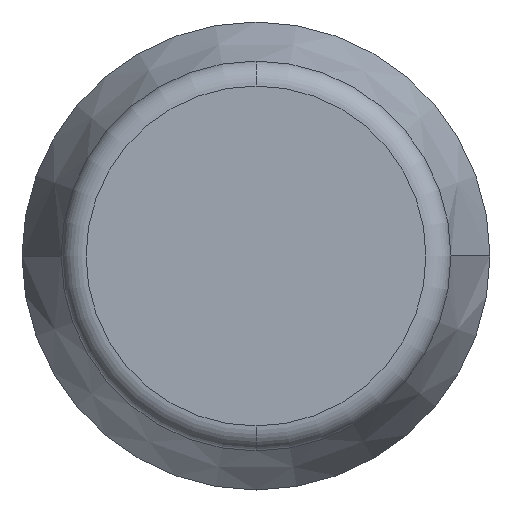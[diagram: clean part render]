
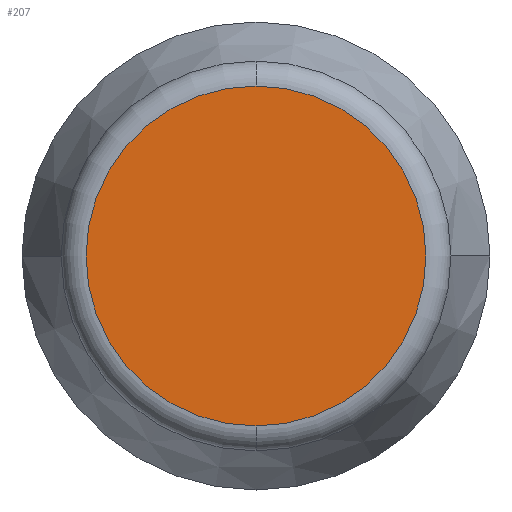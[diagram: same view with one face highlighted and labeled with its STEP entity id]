
A CAD part, front view. The second image highlights one B-rep face of the part: STEP entity #207.
In plain terms, the highlighted planar face has unit normal (0, -1, 0).
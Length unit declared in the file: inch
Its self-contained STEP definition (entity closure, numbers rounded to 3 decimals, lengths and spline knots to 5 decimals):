
#2 = CARTESIAN_POINT ( 'NONE',  ( 0., 0., 0. ) ) ;
#3 = CARTESIAN_POINT ( 'NONE',  ( 0., 0., 0.0681 ) ) ;
#25 = DIRECTION ( 'NONE',  ( 0., 0., -1. ) ) ;
#48 = CIRCLE ( 'NONE', #276, 0.0681 ) ;
#63 = PLANE ( 'NONE',  #291 ) ;
#78 = DIRECTION ( 'NONE',  ( 0., -1., 0. ) ) ;
#92 = CIRCLE ( 'NONE', #157, 0.0681 ) ;
#94 = EDGE_LOOP ( 'NONE', ( #319, #160 ) ) ;
#105 = VERTEX_POINT ( 'NONE', #3 ) ;
#132 = FACE_OUTER_BOUND ( 'NONE', #94, .T. ) ;
#157 = AXIS2_PLACEMENT_3D ( 'NONE', #158, #312, #370 ) ;
#158 = CARTESIAN_POINT ( 'NONE',  ( 0., 0., 0. ) ) ;
#160 = ORIENTED_EDGE ( 'NONE', *, *, #387, .T. ) ;
#207 = ADVANCED_FACE ( 'NONE', ( #132 ), #63, .T. ) ;
#209 = VERTEX_POINT ( 'NONE', #386 ) ;
#263 = DIRECTION ( 'NONE',  ( 0., 0., -1. ) ) ;
#276 = AXIS2_PLACEMENT_3D ( 'NONE', #2, #78, #25 ) ;
#284 = EDGE_CURVE ( 'NONE', #209, #105, #48, .T. ) ;
#287 = CARTESIAN_POINT ( 'NONE',  ( 0., 0., 0. ) ) ;
#291 = AXIS2_PLACEMENT_3D ( 'NONE', #287, #388, #263 ) ;
#312 = DIRECTION ( 'NONE',  ( 0., -1., 0. ) ) ;
#319 = ORIENTED_EDGE ( 'NONE', *, *, #284, .T. ) ;
#370 = DIRECTION ( 'NONE',  ( 0., 0., -1. ) ) ;
#386 = CARTESIAN_POINT ( 'NONE',  ( 0., 0., -0.0681 ) ) ;
#387 = EDGE_CURVE ( 'NONE', #105, #209, #92, .T. ) ;
#388 = DIRECTION ( 'NONE',  ( 0., -1., 0. ) ) ;
